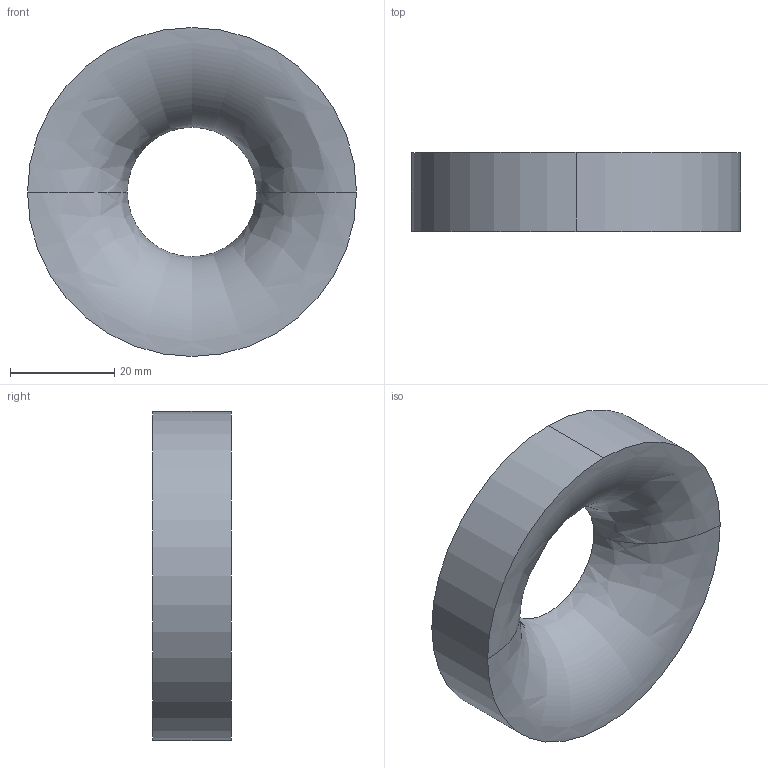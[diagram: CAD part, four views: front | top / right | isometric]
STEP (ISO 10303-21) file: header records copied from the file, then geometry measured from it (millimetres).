
FILE_DESCRIPTION (( 'STEP AP214' ), '1' );
FILE_NAME ('[TP] Shroud.STEP', '2023-10-21T09:40:09', ( '' ), ( '' ), 'SwSTEP 2.0', 'SolidWorks 2022', '' );
FILE_SCHEMA (( 'AUTOMOTIVE_DESIGN' ));
Length unit declared in the file: inch
Products named in the file (1): [TP] Shroud
Bounding box: 63.05 x 15.11 x 63.05 mm (x, y, z)
Volume: 32848 mm3; surface area: 8983.9 mm2
Topology: 1 solids, 1 shells, 5 faces, 12 edges, 8 vertices
Faces by surface type: bspline 2, cylinder 2, plane 1
Entity records: 602 total; most frequent: CARTESIAN_POINT 442, DIRECTION 26, ORIENTED_EDGE 24, EDGE_CURVE 12, AXIS2_PLACEMENT_3D 12, CIRCLE 8, VERTEX_POINT 8, EDGE_LOOP 6
